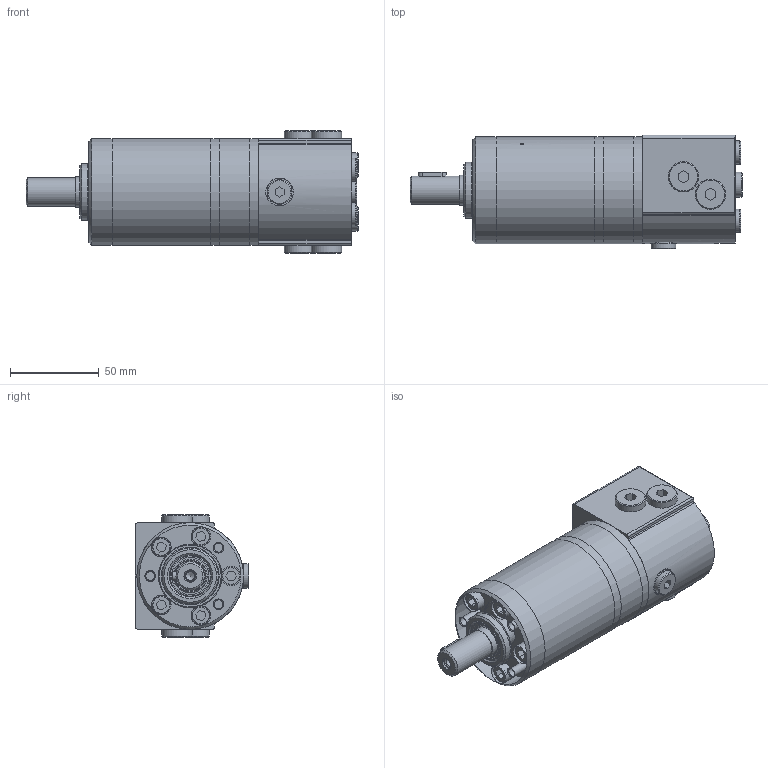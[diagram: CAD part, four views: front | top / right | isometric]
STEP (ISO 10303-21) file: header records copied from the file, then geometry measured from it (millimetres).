
FILE_DESCRIPTION(/* description */ ('STEP AP214'),/* implementation_level */ '2;1');
FILE_NAME(/* name */ 'MMD40C_140',/* time_stamp */ '2023-01-17T11:09:27+01:00',/* author */ ('License CC BY-ND 4.0'),/* organization */ ('CADENAS'),/* preprocessor_version */ 'ST-DEVELOPER v18.102',/* originating_system */ 'PARTsolutions',/* authorisation */ ' ');
FILE_SCHEMA (('AUTOMOTIVE_DESIGN {1 0 10303 214 3 1 1}'));
Length unit declared in the file: millimetre
Products named in the file (8): MMD40C/140; MMCSH; MMDP; MMVP; MM40D; MMVP2; MMBO; MMMF
Assembly tree (7 placements, depth 2):
  MMD40C/140
    MMCSH
    MMDP
    MMVP
    MM40D
    MMVP2
    MMBO
    MMMF
Bounding box: 186.65 x 64 x 68.6 mm (x, y, z)
Volume: 444238.4 mm3; surface area: 77403.8 mm2
Topology: 7 solids, 7 shells, 270 faces, 591 edges, 380 vertices
Faces by surface type: plane 164, cylinder 67, cone 28, torus 11
Full cylindrical faces by diameter (mm): 2 x2, 4.917 x4, 6 x1, 8 x3, 10 x5, 11 x5, 13 x3, 13.8 x1, 13.9 x3, 14 x3, 14.95 x2, 15.5 x1, 16 x1, 16.93 x1, 17 x4, 17.3 x2, 21.1 x1, 23.5 x1, 31.5 x1, 32 x1, 35.8 x1, 60 x5
Entity records: 7041 total; most frequent: CARTESIAN_POINT 1239, DIRECTION 1179, ORIENTED_EDGE 964, EDGE_CURVE 482, AXIS2_PLACEMENT_3D 434, FACE_BOUND 419, EDGE_LOOP 414, VERTEX_POINT 367
